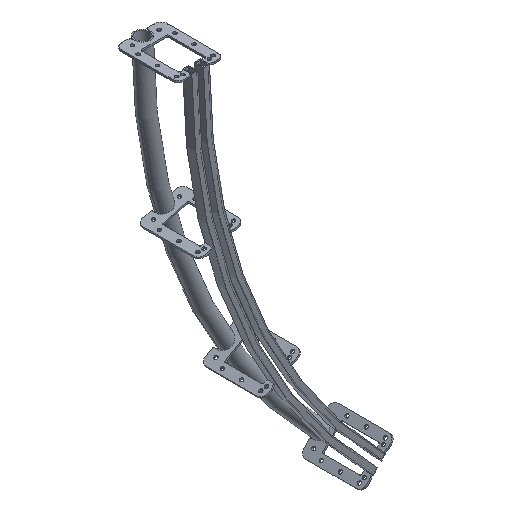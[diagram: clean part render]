
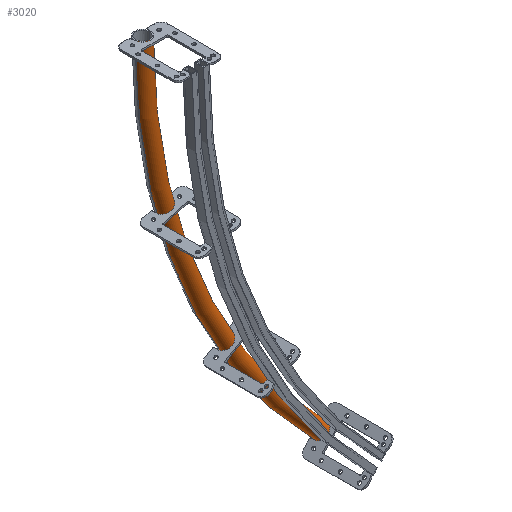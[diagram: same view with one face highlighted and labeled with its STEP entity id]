
A CAD part, isometric view. The second image highlights one B-rep face of the part: STEP entity #3020.
In plain terms, the highlighted toroidal (fillet/blend) face has major radius 1000 mm and minor radius 12.7 mm.
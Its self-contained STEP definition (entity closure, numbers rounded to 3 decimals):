
#144 = VERTEX_POINT ( 'NONE', #1645 ) ;
#188 = DIRECTION ( 'NONE',  ( 0., 0., 1. ) ) ;
#247 = CIRCLE ( 'NONE', #692, 987.3 ) ;
#447 = DIRECTION ( 'NONE',  ( 0., 0., 1. ) ) ;
#470 = ORIENTED_EDGE ( 'NONE', *, *, #1463, .T. ) ;
#507 = FACE_OUTER_BOUND ( 'NONE', #1439, .T. ) ;
#692 = AXIS2_PLACEMENT_3D ( 'NONE', #880, #1102, #188 ) ;
#750 = ORIENTED_EDGE ( 'NONE', *, *, #1913, .F. ) ;
#852 = DIRECTION ( 'NONE',  ( 0., 1., 0. ) ) ;
#880 = CARTESIAN_POINT ( 'NONE',  ( 0., 0., 0. ) ) ;
#918 = TOROIDAL_SURFACE ( 'NONE', #2743, 1000., 12.7 ) ;
#930 = AXIS2_PLACEMENT_3D ( 'NONE', #1108, #852, #2801 ) ;
#961 = CARTESIAN_POINT ( 'NONE',  ( -716.087, 0., -716.087 ) ) ;
#991 = AXIS2_PLACEMENT_3D ( 'NONE', #1366, #2058, #1031 ) ;
#1005 = ORIENTED_EDGE ( 'NONE', *, *, #1520, .T. ) ;
#1031 = DIRECTION ( 'NONE',  ( 0.707, 0., 0.707 ) ) ;
#1102 = DIRECTION ( 'NONE',  ( 0., 1., 0. ) ) ;
#1108 = CARTESIAN_POINT ( 'NONE',  ( 0., 0., 0. ) ) ;
#1353 = VERTEX_POINT ( 'NONE', #1868 ) ;
#1366 = CARTESIAN_POINT ( 'NONE',  ( -707.107, 0., -707.107 ) ) ;
#1439 = EDGE_LOOP ( 'NONE', ( #750, #1005, #470, #2755 ) ) ;
#1463 = EDGE_CURVE ( 'NONE', #2373, #1353, #247, .T. ) ;
#1468 = CIRCLE ( 'NONE', #2785, 12.7 ) ;
#1520 = EDGE_CURVE ( 'NONE', #2442, #2373, #2631, .T. ) ;
#1645 = CARTESIAN_POINT ( 'NONE',  ( -1012.7, 0., 0. ) ) ;
#1858 = EDGE_CURVE ( 'NONE', #144, #1353, #1468, .T. ) ;
#1868 = CARTESIAN_POINT ( 'NONE',  ( -987.3, 0., 0. ) ) ;
#1913 = EDGE_CURVE ( 'NONE', #2442, #144, #2196, .T. ) ;
#2009 = DIRECTION ( 'NONE',  ( 1., 0., 0. ) ) ;
#2058 = DIRECTION ( 'NONE',  ( -0.707, 0., 0.707 ) ) ;
#2196 = CIRCLE ( 'NONE', #930, 1012.7 ) ;
#2257 = DIRECTION ( 'NONE',  ( 0., 0., 1. ) ) ;
#2336 = CARTESIAN_POINT ( 'NONE',  ( -698.127, 0., -698.127 ) ) ;
#2373 = VERTEX_POINT ( 'NONE', #2336 ) ;
#2442 = VERTEX_POINT ( 'NONE', #961 ) ;
#2529 = CARTESIAN_POINT ( 'NONE',  ( 0., 0., 0. ) ) ;
#2631 = CIRCLE ( 'NONE', #991, 12.7 ) ;
#2690 = CARTESIAN_POINT ( 'NONE',  ( -1000., 0., 0. ) ) ;
#2743 = AXIS2_PLACEMENT_3D ( 'NONE', #2529, #3082, #447 ) ;
#2755 = ORIENTED_EDGE ( 'NONE', *, *, #1858, .F. ) ;
#2785 = AXIS2_PLACEMENT_3D ( 'NONE', #2690, #2257, #2009 ) ;
#2801 = DIRECTION ( 'NONE',  ( 0., 0., 1. ) ) ;
#3020 = ADVANCED_FACE ( 'NONE', ( #507 ), #918, .T. ) ;
#3082 = DIRECTION ( 'NONE',  ( 0., 1., 0. ) ) ;
